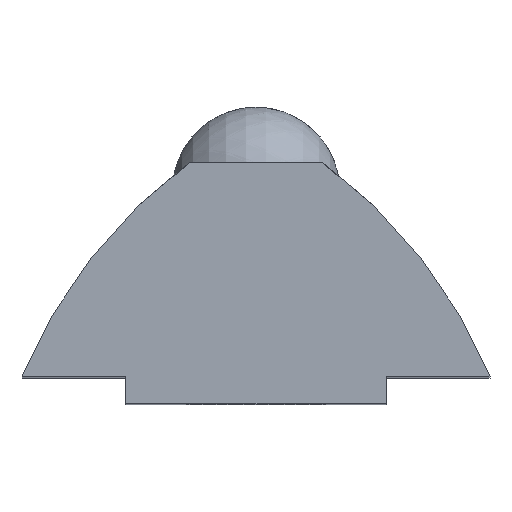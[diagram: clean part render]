
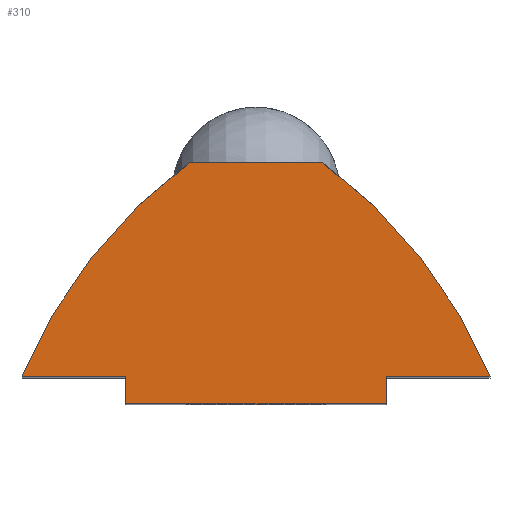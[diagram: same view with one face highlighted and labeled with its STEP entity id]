
A CAD part, top view. The second image highlights one B-rep face of the part: STEP entity #310.
In plain terms, the highlighted planar face has unit normal (0, 0, 1).
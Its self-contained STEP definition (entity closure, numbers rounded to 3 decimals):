
#27=PLANE('',#360);
#35=LINE('',#531,#60);
#44=LINE('',#554,#69);
#46=LINE('',#558,#71);
#48=LINE('',#562,#73);
#50=LINE('',#566,#75);
#52=LINE('',#569,#77);
#60=VECTOR('',#400,10.);
#69=VECTOR('',#421,10.);
#71=VECTOR('',#425,10.);
#73=VECTOR('',#429,10.);
#75=VECTOR('',#433,10.);
#77=VECTOR('',#437,10.);
#94=FACE_OUTER_BOUND('',#110,.T.);
#110=EDGE_LOOP('',(#285,#286,#287,#288,#289,#290,#291,#292));
#116=CIRCLE('',#342,15.);
#122=CIRCLE('',#353,15.);
#141=VERTEX_POINT('',#500);
#142=VERTEX_POINT('',#502);
#149=VERTEX_POINT('',#529);
#156=VERTEX_POINT('',#548);
#157=VERTEX_POINT('',#553);
#158=VERTEX_POINT('',#557);
#159=VERTEX_POINT('',#561);
#160=VERTEX_POINT('',#565);
#174=EDGE_CURVE('',#142,#141,#116,.T.);
#186=EDGE_CURVE('',#141,#149,#35,.T.);
#196=EDGE_CURVE('',#149,#156,#122,.T.);
#197=EDGE_CURVE('',#157,#142,#44,.T.);
#199=EDGE_CURVE('',#158,#157,#46,.T.);
#201=EDGE_CURVE('',#159,#158,#48,.T.);
#203=EDGE_CURVE('',#160,#159,#50,.T.);
#205=EDGE_CURVE('',#156,#160,#52,.T.);
#285=ORIENTED_EDGE('',*,*,#205,.T.);
#286=ORIENTED_EDGE('',*,*,#203,.T.);
#287=ORIENTED_EDGE('',*,*,#201,.T.);
#288=ORIENTED_EDGE('',*,*,#199,.T.);
#289=ORIENTED_EDGE('',*,*,#197,.T.);
#290=ORIENTED_EDGE('',*,*,#174,.T.);
#291=ORIENTED_EDGE('',*,*,#186,.T.);
#292=ORIENTED_EDGE('',*,*,#196,.T.);
#310=ADVANCED_FACE('',(#94),#27,.T.);
#342=AXIS2_PLACEMENT_3D('',#503,#379,#380);
#353=AXIS2_PLACEMENT_3D('',#550,#415,#416);
#360=AXIS2_PLACEMENT_3D('',#570,#438,#439);
#379=DIRECTION('center_axis',(0.,0.,1.));
#380=DIRECTION('ref_axis',(0.925,0.379,0.));
#400=DIRECTION('',(-1.,0.,0.));
#415=DIRECTION('center_axis',(0.,0.,1.));
#416=DIRECTION('ref_axis',(-0.592,0.806,0.));
#421=DIRECTION('',(1.,0.,0.));
#425=DIRECTION('',(0.,1.,0.));
#429=DIRECTION('',(1.,0.,0.));
#433=DIRECTION('',(0.,-1.,0.));
#437=DIRECTION('',(1.,0.,0.));
#438=DIRECTION('center_axis',(0.,0.,1.));
#439=DIRECTION('ref_axis',(1.,0.,0.));
#500=CARTESIAN_POINT('',(2.,6.4,11.));
#502=CARTESIAN_POINT('',(7.,0.,11.));
#503=CARTESIAN_POINT('Origin',(-6.879,-5.69,11.));
#529=CARTESIAN_POINT('',(-2.,6.4,11.));
#531=CARTESIAN_POINT('',(2.,6.4,11.));
#548=CARTESIAN_POINT('',(-7.,0.,11.));
#550=CARTESIAN_POINT('Origin',(6.879,-5.69,11.));
#553=CARTESIAN_POINT('',(3.9,0.,11.));
#554=CARTESIAN_POINT('',(3.9,0.,11.));
#557=CARTESIAN_POINT('',(3.9,-0.8,11.));
#558=CARTESIAN_POINT('',(3.9,-0.8,11.));
#561=CARTESIAN_POINT('',(-3.9,-0.8,11.));
#562=CARTESIAN_POINT('',(-3.9,-0.8,11.));
#565=CARTESIAN_POINT('',(-3.9,0.,11.));
#566=CARTESIAN_POINT('',(-3.9,0.,11.));
#569=CARTESIAN_POINT('',(-7.,0.,11.));
#570=CARTESIAN_POINT('Origin',(0.,2.8,11.));
